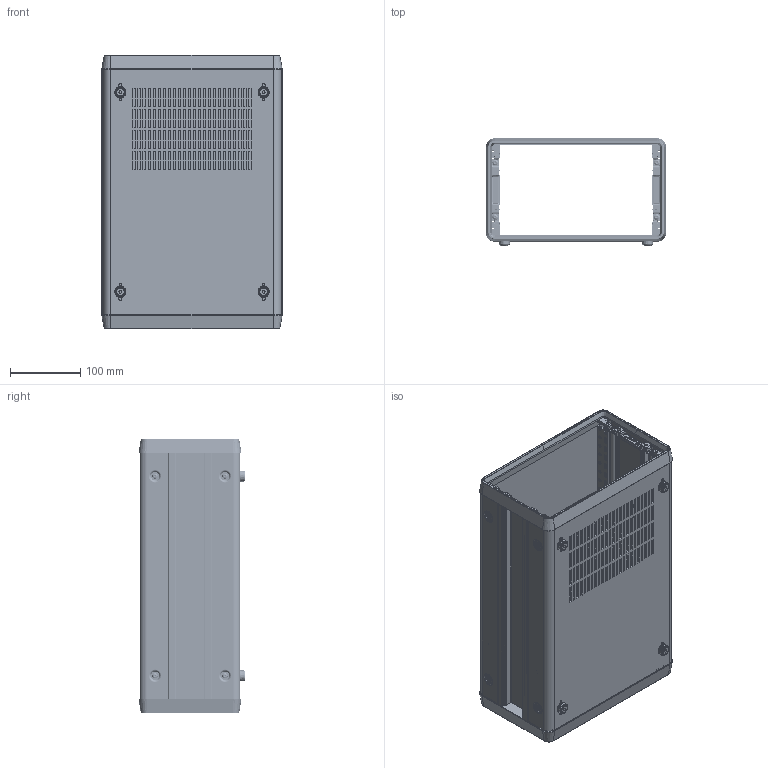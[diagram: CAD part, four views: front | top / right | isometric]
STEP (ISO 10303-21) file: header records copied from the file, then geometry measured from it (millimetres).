
FILE_DESCRIPTION(('STEP AP214'),'1');
FILE_NAME('14575127.stp','2019-03-12T18:05:41',('TraceParts'),('TraceParts S.A.'),'Spatial InterOp 3D',' ',' ');
FILE_SCHEMA(('automotive_design'));
Length unit declared in the file: millimetre
Products named in the file (48): 14575127_1; 14575127_2; 14575127_3; 14575127_4; 14575127_5; 14575127_6; 14575127_7; 14575127_8; 14575127_9; 14575127_10; 14575127_11; 14575127_12; 14575127_13; 14575127_14; 14575127_15; 14575127_16; 14575127_17; 14575127_18; 14575127_19; 14575127_20; 14575127_21; 14575127_22; 14575127_23; 14575127_24; 14575127_25; 14575127_26; 14575127_27; 14575127_28; 14575127_29; 14575127_30; 14575127_31; 14575127_32; 14575127_33; 14575127_34; 14575127_35; 14575127_36; 14575127_37; 14575127_38; 14575127_39; 14575127_40 ...
Bounding box: 257.44 x 152.69 x 391 mm (x, y, z)
Volume: 929069.9 mm3; surface area: 988886.1 mm2
Topology: 48 solids, 48 shells, 6734 faces, 17890 edges, 11284 vertices
Faces by surface type: plane 3588, cylinder 1824, bspline 658, cone 492, torus 132, sphere 40
Entity records: 260338 total; most frequent: CARTESIAN_POINT 100974, ORIENTED_EDGE 35636, DIRECTION 28834, EDGE_CURVE 17818, VERTEX_POINT 11284, LINE 10002, VECTOR 10002, AXIS2_PLACEMENT_3D 9416
